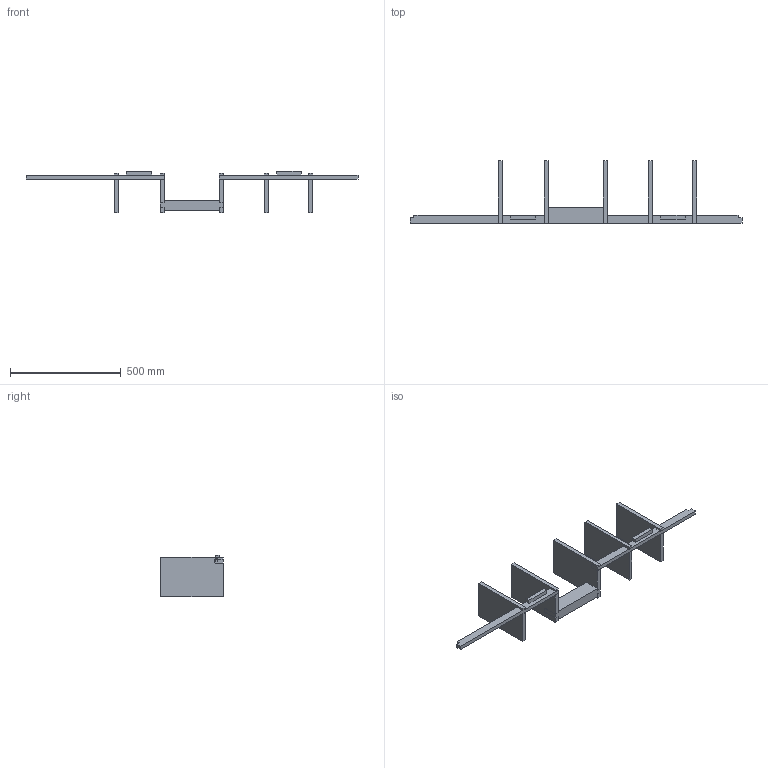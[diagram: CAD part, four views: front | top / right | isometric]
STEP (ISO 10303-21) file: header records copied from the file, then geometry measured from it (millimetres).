
FILE_DESCRIPTION(/* description */ ('STEP AP242','CAx-IF Rec.Pracs.---Representation and Presentation of Product Manufacturing Information (PMI)---4.0---2014-10-13','CAx-IF Rec.Pracs.---3D Tessellated Geometry---0.4---2014-09-14','2;1'),/* implementation_level */ '2;1');
FILE_NAME(/* name */ '68dd2408d5e888e26c9e88c8',/* time_stamp */ '2025-10-01T12:52:25Z',/* author */ (''),/* organization */ (''),/* preprocessor_version */ 'ST-DEVELOPER v20',/* originating_system */ 'ONSHAPE BY PTC INC, 1.204',/* authorisation */ ' ');
FILE_SCHEMA (('AP242_MANAGED_MODEL_BASED_3D_ENGINEERING_MIM_LF { 1 0 10303 442 1 1 4 }'));
Length unit declared in the file: metre
Products named in the file (8): Sep D2; Sep G; Cache G; Cache alim; Sep G2; Cache D; Sep D1; Sep D3
Bounding box: 1500 x 282 x 189 mm (x, y, z)
Volume: 5678528.9 mm3; surface area: 810134.9 mm2
Topology: 8 solids, 8 shells, 107 faces, 273 edges, 182 vertices
Faces by surface type: plane 93, cylinder 14
Entity records: 3813 total; most frequent: CARTESIAN_POINT 570, ORIENTED_EDGE 546, DIRECTION 531, EDGE_CURVE 273, LINE 245, VECTOR 245, VERTEX_POINT 182, AXIS2_PLACEMENT_3D 143
